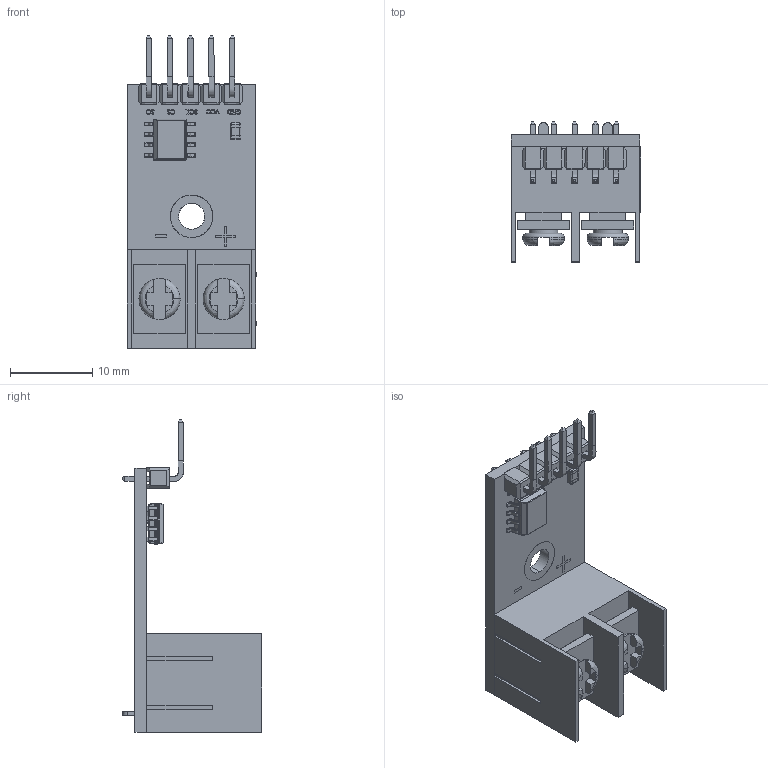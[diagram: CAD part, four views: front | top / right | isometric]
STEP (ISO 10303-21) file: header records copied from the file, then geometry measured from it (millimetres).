
FILE_DESCRIPTION(/* description */ (''),/* implementation_level */ '2;1');
FILE_NAME(/* name */ 'MAX6675 K type thermokoppel PCBA, header angle top',/* time_stamp */ '2022-06-11T16:28:08+02:00',/* author */ (''),/* organization */ (''),/* preprocessor_version */ 'ST-DEVELOPER v16.5',/* originating_system */ '',/* authorisation */ '');
FILE_SCHEMA (('AUTOMOTIVE_DESIGN'));
Length unit declared in the file: millimetre
Products named in the file (1): Document
Bounding box: 15.7 x 17 x 38.02 mm (x, y, z)
Volume: 114 mm3; surface area: 3260.9 mm2
Topology: 16 solids, 330 shells, 1041 faces, 3210 edges, 2510 vertices
Faces by surface type: bspline 528, plane 513
Entity records: 51602 total; most frequent: CARTESIAN_POINT 29958, ORIENTED_EDGE 4801, EDGE_CURVE 3202, B_SPLINE_CURVE_WITH_KNOTS 2544, VERTEX_POINT 2510, EDGE_LOOP 1095, ADVANCED_FACE 1041, FACE_OUTER_BOUND 1041
